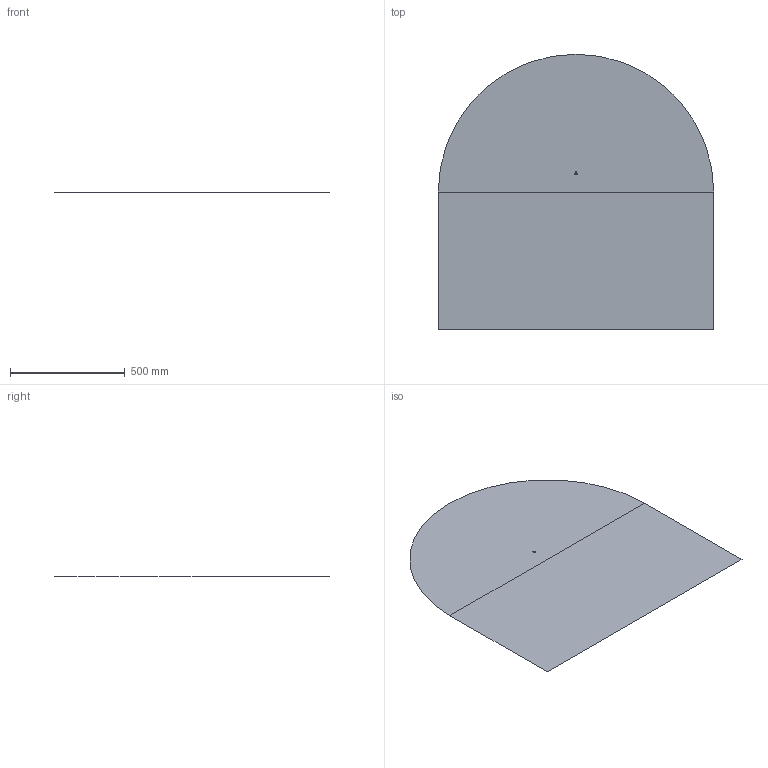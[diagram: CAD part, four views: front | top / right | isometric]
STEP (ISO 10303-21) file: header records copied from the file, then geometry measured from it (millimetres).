
FILE_DESCRIPTION(('FreeCAD Model'),'2;1');
FILE_NAME('Open CASCADE Shape Model','2023-09-25T20:18:40',(''),(''), 'Open CASCADE STEP processor 7.6','FreeCAD','Unknown');
FILE_SCHEMA(('AUTOMOTIVE_DESIGN { 1 0 10303 214 1 1 1 1 }'));
Length unit declared in the file: millimetre
Products named in the file (12): agrawal1981; Conductor_0; OpenBoundary_0; solid_wire_003; Conductor_003; Dielectric_003; solid_wire_002; Conductor_002; Dielectric_002; solid_wire_001; Conductor_001; Dielectric_001
Assembly tree (11 placements, depth 3):
  agrawal1981
    Conductor_0
    OpenBoundary_0
    solid_wire_003
      Conductor_003
      Dielectric_003
    solid_wire_002
      Conductor_002
      Dielectric_002
    solid_wire_001
      Conductor_001
      Dielectric_001
Bounding box: 1200 x 1200 x 0 mm (x, y, z)
Surface area: 1285617.7 mm2 (no closed solid volume)
Topology: 0 solids, 8 shells, 8 faces, 12 edges, 12 vertices
Faces by surface type: plane 8
Entity records: 574 total; most frequent: DIRECTION 71, CARTESIAN_POINT 56, AXIS2_PLACEMENT_3D 27, PRODUCT_DEFINITION_SHAPE 23, CIRCLE 14, SHAPE_DEFINITION_REPRESENTATION 12, PRODUCT_DEFINITION 12, PRODUCT_DEFINITION_FORMATION 12
